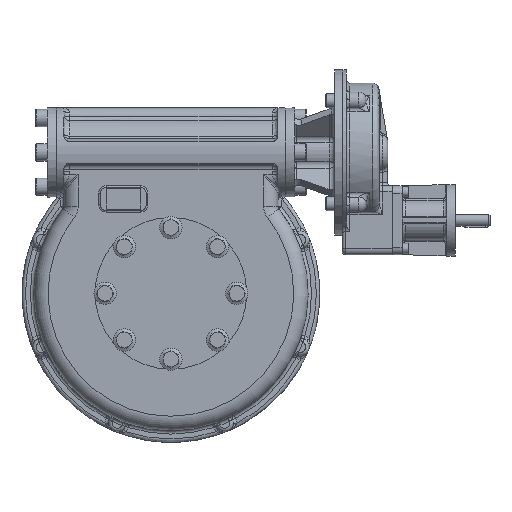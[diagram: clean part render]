
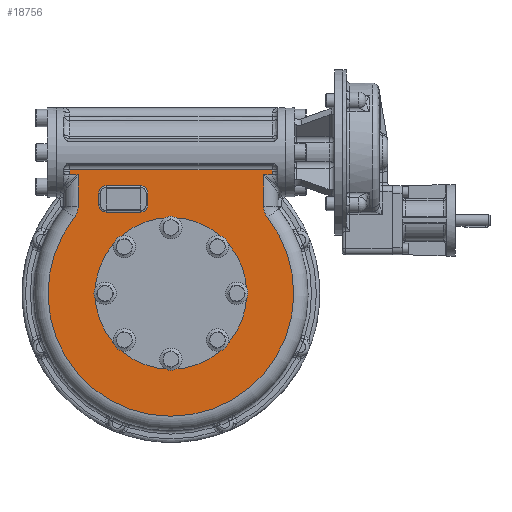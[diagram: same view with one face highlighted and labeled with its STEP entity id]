
A CAD part, top view. The second image highlights one B-rep face of the part: STEP entity #18756.
In plain terms, the highlighted planar face has unit normal (0, 0, 1).
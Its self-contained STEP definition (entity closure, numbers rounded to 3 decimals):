
#530=B_SPLINE_CURVE_WITH_KNOTS('',3,(#39976,#39977,#39978,#39979),
 .UNSPECIFIED.,.F.,.F.,(4,4),(0.,0.006),.UNSPECIFIED.);
#531=B_SPLINE_CURVE_WITH_KNOTS('',3,(#40046,#40047,#40048,#40049),
 .UNSPECIFIED.,.F.,.F.,(4,4),(0.,0.006),.UNSPECIFIED.);
#1384=LINE('',#39985,#2177);
#1387=LINE('',#39996,#2180);
#1389=LINE('',#40006,#2182);
#1390=LINE('',#40135,#2183);
#1393=LINE('',#40157,#2186);
#1394=LINE('',#40162,#2187);
#1396=LINE('',#40177,#2189);
#1420=LINE('',#42886,#2213);
#1421=LINE('',#42887,#2214);
#1422=LINE('',#42895,#2215);
#1423=LINE('',#42896,#2216);
#2177=VECTOR('',#24299,1000.);
#2180=VECTOR('',#24312,1000.);
#2182=VECTOR('',#24324,1000.);
#2183=VECTOR('',#24335,1000.);
#2186=VECTOR('',#24360,1000.);
#2187=VECTOR('',#24365,1000.);
#2189=VECTOR('',#24385,1000.);
#2213=VECTOR('',#24527,1000.);
#2214=VECTOR('',#24528,1000.);
#2215=VECTOR('',#24535,1000.);
#2216=VECTOR('',#24536,1000.);
#2693=PLANE('',#20628);
#6151=ORIENTED_EDGE('',*,*,#8776,.T.);
#6152=ORIENTED_EDGE('',*,*,#9205,.T.);
#6153=ORIENTED_EDGE('',*,*,#9200,.T.);
#6154=ORIENTED_EDGE('',*,*,#9207,.T.);
#6155=ORIENTED_EDGE('',*,*,#9213,.T.);
#6156=ORIENTED_EDGE('',*,*,#9219,.T.);
#6157=ORIENTED_EDGE('',*,*,#9221,.T.);
#6158=ORIENTED_EDGE('',*,*,#9217,.T.);
#6159=ORIENTED_EDGE('',*,*,#9211,.T.);
#6160=ORIENTED_EDGE('',*,*,#9193,.T.);
#6161=ORIENTED_EDGE('',*,*,#9195,.T.);
#6162=ORIENTED_EDGE('',*,*,#9314,.T.);
#6163=ORIENTED_EDGE('',*,*,#9315,.T.);
#6164=ORIENTED_EDGE('',*,*,#9316,.T.);
#6165=ORIENTED_EDGE('',*,*,#9317,.T.);
#6166=ORIENTED_EDGE('',*,*,#9318,.T.);
#6167=ORIENTED_EDGE('',*,*,#9319,.T.);
#6168=ORIENTED_EDGE('',*,*,#9320,.T.);
#6169=ORIENTED_EDGE('',*,*,#9179,.T.);
#6170=ORIENTED_EDGE('',*,*,#9182,.T.);
#6171=ORIENTED_EDGE('',*,*,#9188,.T.);
#8776=EDGE_CURVE('',#10814,#10814,#12141,.F.);
#9179=EDGE_CURVE('',#11046,#11049,#530,.T.);
#9182=EDGE_CURVE('',#11049,#11051,#1384,.T.);
#9188=EDGE_CURVE('',#11051,#11054,#1387,.F.);
#9193=EDGE_CURVE('',#11054,#11057,#1389,.T.);
#9195=EDGE_CURVE('',#11057,#11059,#531,.T.);
#9200=EDGE_CURVE('',#11063,#11062,#1390,.F.);
#9205=EDGE_CURVE('',#11065,#11063,#12401,.F.);
#9207=EDGE_CURVE('',#11062,#11068,#12403,.F.);
#9211=EDGE_CURVE('',#11069,#11065,#1393,.F.);
#9213=EDGE_CURVE('',#11068,#11072,#1394,.F.);
#9217=EDGE_CURVE('',#11073,#11069,#12409,.F.);
#9219=EDGE_CURVE('',#11072,#11076,#12411,.F.);
#9221=EDGE_CURVE('',#11076,#11073,#1396,.F.);
#9314=EDGE_CURVE('',#11059,#11018,#1420,.T.);
#9315=EDGE_CURVE('',#11018,#11123,#1421,.F.);
#9316=EDGE_CURVE('',#11123,#11124,#12438,.F.);
#9317=EDGE_CURVE('',#11124,#11125,#12439,.T.);
#9318=EDGE_CURVE('',#11125,#11126,#12440,.F.);
#9319=EDGE_CURVE('',#11126,#10989,#1422,.F.);
#9320=EDGE_CURVE('',#10989,#11046,#1423,.F.);
#10814=VERTEX_POINT('',#35004);
#10989=VERTEX_POINT('',#38863);
#11018=VERTEX_POINT('',#39654);
#11046=VERTEX_POINT('',#39926);
#11049=VERTEX_POINT('',#39975);
#11051=VERTEX_POINT('',#39984);
#11054=VERTEX_POINT('',#39995);
#11057=VERTEX_POINT('',#40005);
#11059=VERTEX_POINT('',#40045);
#11062=VERTEX_POINT('',#40134);
#11063=VERTEX_POINT('',#40136);
#11065=VERTEX_POINT('',#40142);
#11068=VERTEX_POINT('',#40149);
#11069=VERTEX_POINT('',#40154);
#11072=VERTEX_POINT('',#40161);
#11073=VERTEX_POINT('',#40166);
#11076=VERTEX_POINT('',#40173);
#11123=VERTEX_POINT('',#42888);
#11124=VERTEX_POINT('',#42890);
#11125=VERTEX_POINT('',#42892);
#11126=VERTEX_POINT('',#42894);
#12141=CIRCLE('',#20167,131.25);
#12401=CIRCLE('',#20552,13.);
#12403=CIRCLE('',#20555,13.);
#12409=CIRCLE('',#20564,13.);
#12411=CIRCLE('',#20567,13.);
#12438=CIRCLE('',#20629,31.);
#12439=CIRCLE('',#20630,214.5);
#12440=CIRCLE('',#20631,31.);
#13483=EDGE_LOOP('',(#6151));
#13484=EDGE_LOOP('',(#6152,#6153,#6154,#6155,#6156,#6157,#6158,#6159));
#13485=EDGE_LOOP('',(#6160,#6161,#6162,#6163,#6164,#6165,#6166,#6167,#6168,
#6169,#6170,#6171));
#14753=FACE_BOUND('',#13483,.T.);
#14754=FACE_BOUND('',#13484,.T.);
#14755=FACE_BOUND('',#13485,.T.);
#18756=ADVANCED_FACE('',(#14753,#14754,#14755),#2693,.T.);
#20167=AXIS2_PLACEMENT_3D('',#35003,#23532,#23533);
#20552=AXIS2_PLACEMENT_3D('',#40145,#24345,#24346);
#20555=AXIS2_PLACEMENT_3D('',#40150,#24351,#24352);
#20564=AXIS2_PLACEMENT_3D('',#40169,#24373,#24374);
#20567=AXIS2_PLACEMENT_3D('',#40174,#24379,#24380);
#20628=AXIS2_PLACEMENT_3D('',#42885,#24525,#24526);
#20629=AXIS2_PLACEMENT_3D('',#42889,#24529,#24530);
#20630=AXIS2_PLACEMENT_3D('',#42891,#24531,#24532);
#20631=AXIS2_PLACEMENT_3D('',#42893,#24533,#24534);
#23532=DIRECTION('',(0.,0.,1.));
#23533=DIRECTION('',(1.,0.,0.));
#24299=DIRECTION('',(0.,1.,0.));
#24312=DIRECTION('',(1.,0.,0.));
#24324=DIRECTION('',(0.,-1.,0.));
#24335=DIRECTION('',(-1.,0.,0.));
#24345=DIRECTION('',(0.,0.,1.));
#24346=DIRECTION('',(1.,0.,0.));
#24351=DIRECTION('',(0.,0.,1.));
#24352=DIRECTION('',(1.,0.,0.));
#24360=DIRECTION('',(0.,-1.,0.));
#24365=DIRECTION('',(0.,1.,0.));
#24373=DIRECTION('',(0.,0.,1.));
#24374=DIRECTION('',(1.,0.,0.));
#24379=DIRECTION('',(0.,0.,1.));
#24380=DIRECTION('',(1.,0.,0.));
#24385=DIRECTION('',(1.,0.,0.));
#24525=DIRECTION('',(0.,0.,1.));
#24526=DIRECTION('',(1.,0.,0.));
#24527=DIRECTION('',(1.,0.,0.));
#24528=DIRECTION('',(0.,1.,0.));
#24529=DIRECTION('',(0.,0.,1.));
#24530=DIRECTION('',(1.,0.,0.));
#24531=DIRECTION('',(0.,0.,1.));
#24532=DIRECTION('',(1.,0.,0.));
#24533=DIRECTION('',(0.,0.,1.));
#24534=DIRECTION('',(1.,0.,0.));
#24535=DIRECTION('',(0.,-1.,0.));
#24536=DIRECTION('',(-1.,0.,0.));
#35003=CARTESIAN_POINT('',(0.,0.,60.));
#35004=CARTESIAN_POINT('',(131.25,0.,60.));
#38863=CARTESIAN_POINT('',(162.,207.249,60.));
#39654=CARTESIAN_POINT('',(-162.,207.249,60.));
#39926=CARTESIAN_POINT('',(177.37,207.249,60.));
#39975=CARTESIAN_POINT('',(177.,213.12,60.));
#39976=CARTESIAN_POINT('',(177.37,207.249,60.));
#39977=CARTESIAN_POINT('',(177.104,209.197,60.));
#39978=CARTESIAN_POINT('',(177.,211.155,60.));
#39979=CARTESIAN_POINT('',(177.,213.12,60.));
#39984=CARTESIAN_POINT('',(177.,215.651,60.));
#39985=CARTESIAN_POINT('',(177.,212.972,60.));
#39995=CARTESIAN_POINT('',(-177.,215.651,60.));
#39996=CARTESIAN_POINT('',(-177.,215.651,60.));
#40005=CARTESIAN_POINT('',(-177.,213.12,60.));
#40006=CARTESIAN_POINT('',(-177.,207.249,60.));
#40045=CARTESIAN_POINT('',(-177.37,207.249,60.));
#40046=CARTESIAN_POINT('',(-177.,213.12,60.));
#40047=CARTESIAN_POINT('',(-177.,211.155,60.));
#40048=CARTESIAN_POINT('',(-177.104,209.197,60.));
#40049=CARTESIAN_POINT('',(-177.37,207.249,60.));
#40134=CARTESIAN_POINT('',(-53.,188.,60.));
#40135=CARTESIAN_POINT('',(0.,188.,60.));
#40136=CARTESIAN_POINT('',(-113.,188.,60.));
#40142=CARTESIAN_POINT('',(-126.,175.,60.));
#40145=CARTESIAN_POINT('',(-113.,175.,60.));
#40149=CARTESIAN_POINT('',(-40.,175.,60.));
#40150=CARTESIAN_POINT('',(-53.,175.,60.));
#40154=CARTESIAN_POINT('',(-126.,155.,60.));
#40157=CARTESIAN_POINT('',(-126.,239.5,60.));
#40161=CARTESIAN_POINT('',(-40.,155.,60.));
#40162=CARTESIAN_POINT('',(-40.,239.5,60.));
#40166=CARTESIAN_POINT('',(-113.,142.,60.));
#40169=CARTESIAN_POINT('',(-113.,155.,60.));
#40173=CARTESIAN_POINT('',(-53.,142.,60.));
#40174=CARTESIAN_POINT('',(-53.,155.,60.));
#40177=CARTESIAN_POINT('',(0.,142.,60.));
#42885=CARTESIAN_POINT('',(0.,239.5,60.));
#42886=CARTESIAN_POINT('',(0.,207.249,60.));
#42887=CARTESIAN_POINT('',(-162.,151.728,60.));
#42888=CARTESIAN_POINT('',(-162.,151.728,60.));
#42889=CARTESIAN_POINT('',(-193.,151.728,60.));
#42890=CARTESIAN_POINT('',(-168.629,132.568,60.));
#42891=CARTESIAN_POINT('',(0.,0.,60.));
#42892=CARTESIAN_POINT('',(168.629,132.568,60.));
#42893=CARTESIAN_POINT('',(193.,151.728,60.));
#42894=CARTESIAN_POINT('',(162.,151.728,60.));
#42895=CARTESIAN_POINT('',(162.,246.38,60.));
#42896=CARTESIAN_POINT('',(0.,207.249,60.));
